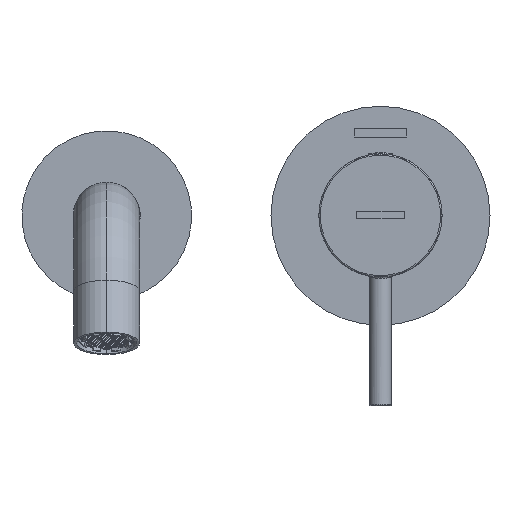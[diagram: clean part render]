
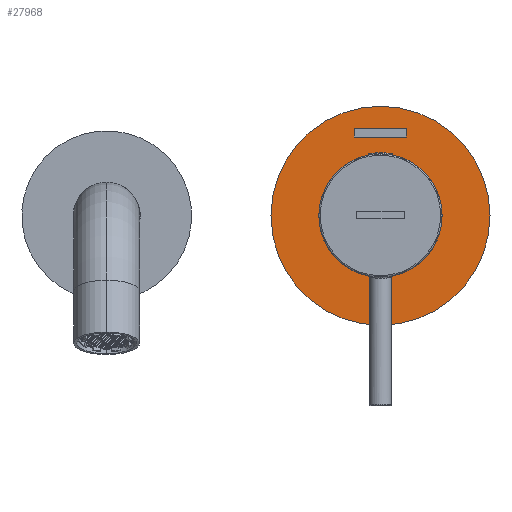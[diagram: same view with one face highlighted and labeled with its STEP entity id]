
A CAD part, top view. The second image highlights one B-rep face of the part: STEP entity #27968.
In plain terms, the highlighted planar face has unit normal (0, 0, 1).
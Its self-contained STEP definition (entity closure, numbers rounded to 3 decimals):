
#449 = DIRECTION ( 'NONE',  ( -1., 0., 0. ) ) ;
#879 = CARTESIAN_POINT ( 'NONE',  ( -33.675, 25.036, 43. ) ) ;
#1018 = EDGE_CURVE ( 'NONE', #9580, #4668, #7688, .T. ) ;
#1305 = EDGE_CURVE ( 'NONE', #4668, #9580, #27065, .T. ) ;
#2289 = CARTESIAN_POINT ( 'NONE',  ( -33.675, -3.714, 43. ) ) ;
#2580 = EDGE_CURVE ( 'NONE', #39076, #36976, #26699, .T. ) ;
#3094 = DIRECTION ( 'NONE',  ( 0., 1., 0. ) ) ;
#3316 = CARTESIAN_POINT ( 'NONE',  ( -43.175, -3.714, 43. ) ) ;
#3564 = EDGE_CURVE ( 'NONE', #41457, #17088, #18900, .T. ) ;
#4226 = AXIS2_PLACEMENT_3D ( 'NONE', #32686, #29870, #42637 ) ;
#4668 = VERTEX_POINT ( 'NONE', #18285 ) ;
#4792 = CARTESIAN_POINT ( 'NONE',  ( -43.175, 25.036, 43. ) ) ;
#4973 = EDGE_LOOP ( 'NONE', ( #40894, #32868, #11696, #33661 ) ) ;
#7688 = CIRCLE ( 'NONE', #4226, 21.25 ) ;
#8546 = DIRECTION ( 'NONE',  ( 0., -1., 0. ) ) ;
#9062 = DIRECTION ( 'NONE',  ( -1., 0., 0. ) ) ;
#9268 = FACE_BOUND ( 'NONE', #34411, .T. ) ;
#9580 = VERTEX_POINT ( 'NONE', #16408 ) ;
#9951 = CARTESIAN_POINT ( 'NONE',  ( -73.675, -3.714, 43. ) ) ;
#10353 = VERTEX_POINT ( 'NONE', #9951 ) ;
#11695 = DIRECTION ( 'NONE',  ( 0., 0., -1. ) ) ;
#11696 = ORIENTED_EDGE ( 'NONE', *, *, #3564, .T. ) ;
#12067 = CARTESIAN_POINT ( 'NONE',  ( 6.325, -3.714, 43. ) ) ;
#14854 = CARTESIAN_POINT ( 'NONE',  ( -24.175, -3.714, 43. ) ) ;
#15148 = EDGE_CURVE ( 'NONE', #35549, #10353, #40395, .T. ) ;
#15648 = DIRECTION ( 'NONE',  ( 1., 0., 0. ) ) ;
#16281 = ORIENTED_EDGE ( 'NONE', *, *, #19799, .F. ) ;
#16408 = CARTESIAN_POINT ( 'NONE',  ( -54.925, -3.714, 43. ) ) ;
#17088 = VERTEX_POINT ( 'NONE', #21049 ) ;
#17282 = ORIENTED_EDGE ( 'NONE', *, *, #1305, .F. ) ;
#17677 = VECTOR ( 'NONE', #3094, 1000. ) ;
#18285 = CARTESIAN_POINT ( 'NONE',  ( -12.425, -3.714, 43. ) ) ;
#18623 = FACE_OUTER_BOUND ( 'NONE', #36506, .T. ) ;
#18900 = LINE ( 'NONE', #32131, #24803 ) ;
#19799 = EDGE_CURVE ( 'NONE', #10353, #35549, #25031, .T. ) ;
#19974 = DIRECTION ( 'NONE',  ( 0., 0., -1. ) ) ;
#21044 = AXIS2_PLACEMENT_3D ( 'NONE', #38754, #11695, #9062 ) ;
#21049 = CARTESIAN_POINT ( 'NONE',  ( -24.175, 28.286, 43. ) ) ;
#23340 = VECTOR ( 'NONE', #27124, 1000. ) ;
#23477 = LINE ( 'NONE', #3316, #17677 ) ;
#23642 = CARTESIAN_POINT ( 'NONE',  ( -33.675, -3.714, 43. ) ) ;
#24803 = VECTOR ( 'NONE', #15648, 1000. ) ;
#25031 = CIRCLE ( 'NONE', #27805, 40. ) ;
#25548 = DIRECTION ( 'NONE',  ( 0., 0., -1. ) ) ;
#26699 = LINE ( 'NONE', #879, #23340 ) ;
#26776 = CARTESIAN_POINT ( 'NONE',  ( -24.175, 25.036, 43. ) ) ;
#27065 = CIRCLE ( 'NONE', #39509, 21.25 ) ;
#27124 = DIRECTION ( 'NONE',  ( -1., 0., 0. ) ) ;
#27805 = AXIS2_PLACEMENT_3D ( 'NONE', #23642, #19974, #449 ) ;
#27968 = ADVANCED_FACE ( 'NONE', ( #41990, #9268, #18623 ), #38533, .F. ) ;
#28538 = DIRECTION ( 'NONE',  ( 0., 0., 1. ) ) ;
#28601 = CARTESIAN_POINT ( 'NONE',  ( -43.175, 28.286, 43. ) ) ;
#29870 = DIRECTION ( 'NONE',  ( 0., 0., 1. ) ) ;
#30327 = EDGE_CURVE ( 'NONE', #17088, #39076, #34782, .T. ) ;
#32131 = CARTESIAN_POINT ( 'NONE',  ( -33.675, 28.286, 43. ) ) ;
#32686 = CARTESIAN_POINT ( 'NONE',  ( -33.675, -3.714, 43. ) ) ;
#32868 = ORIENTED_EDGE ( 'NONE', *, *, #33446, .T. ) ;
#33353 = AXIS2_PLACEMENT_3D ( 'NONE', #39177, #25548, #38326 ) ;
#33446 = EDGE_CURVE ( 'NONE', #36976, #41457, #23477, .T. ) ;
#33661 = ORIENTED_EDGE ( 'NONE', *, *, #30327, .T. ) ;
#34411 = EDGE_LOOP ( 'NONE', ( #17282, #38228 ) ) ;
#34782 = LINE ( 'NONE', #14854, #36155 ) ;
#35243 = DIRECTION ( 'NONE',  ( 1., 0., 0. ) ) ;
#35392 = ORIENTED_EDGE ( 'NONE', *, *, #15148, .F. ) ;
#35549 = VERTEX_POINT ( 'NONE', #12067 ) ;
#36155 = VECTOR ( 'NONE', #8546, 1000. ) ;
#36506 = EDGE_LOOP ( 'NONE', ( #16281, #35392 ) ) ;
#36976 = VERTEX_POINT ( 'NONE', #4792 ) ;
#38228 = ORIENTED_EDGE ( 'NONE', *, *, #1018, .F. ) ;
#38326 = DIRECTION ( 'NONE',  ( -1., 0., 0. ) ) ;
#38533 = PLANE ( 'NONE',  #33353 ) ;
#38754 = CARTESIAN_POINT ( 'NONE',  ( -33.675, -3.714, 43. ) ) ;
#39076 = VERTEX_POINT ( 'NONE', #26776 ) ;
#39177 = CARTESIAN_POINT ( 'NONE',  ( -33.675, -3.714, 43. ) ) ;
#39509 = AXIS2_PLACEMENT_3D ( 'NONE', #2289, #28538, #35243 ) ;
#40395 = CIRCLE ( 'NONE', #21044, 40. ) ;
#40894 = ORIENTED_EDGE ( 'NONE', *, *, #2580, .T. ) ;
#41457 = VERTEX_POINT ( 'NONE', #28601 ) ;
#41990 = FACE_BOUND ( 'NONE', #4973, .T. ) ;
#42637 = DIRECTION ( 'NONE',  ( 1., 0., 0. ) ) ;
